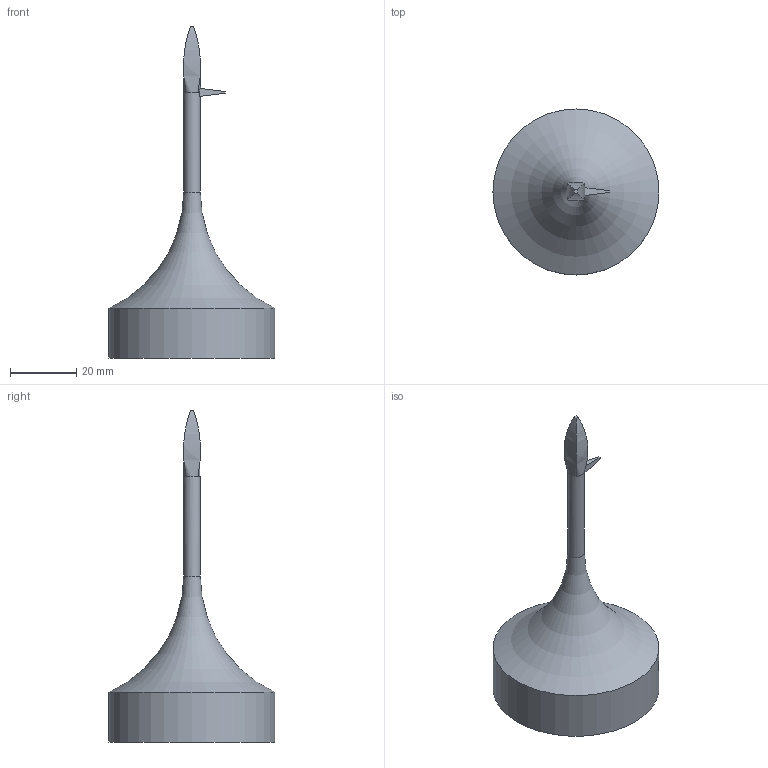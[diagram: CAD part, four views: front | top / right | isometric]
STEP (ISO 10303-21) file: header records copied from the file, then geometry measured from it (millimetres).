
FILE_DESCRIPTION(/* description */ (''),/* implementation_level */ '2;1');
FILE_NAME(/* name */ 'EndEffector_ipt_fdce7774.STEP',/* time_stamp */ '2024-10-19T19:17:31+02:00',/* author */ ('Swoby'),/* organization */ (''),/* preprocessor_version */ 'ST-DEVELOPER v18.1',/* originating_system */ 'Autodesk Inventor 2021',/* authorisation */ '');
FILE_SCHEMA (('AUTOMOTIVE_DESIGN { 1 0 10303 214 3 1 1 }'));
Length unit declared in the file: millimetre
Products named in the file (1): EndEffector
Bounding box: 50 x 50 x 100 mm (x, y, z)
Volume: 43225 mm3; surface area: 8021.5 mm2
Topology: 1 solids, 1 shells, 14 faces, 39 edges, 27 vertices
Faces by surface type: plane 7, bspline 4, cylinder 2, torus 1
Full cylindrical faces by diameter (mm): 5 x1, 50 x1
Entity records: 615 total; most frequent: CARTESIAN_POINT 190, ORIENTED_EDGE 78, DIRECTION 70, EDGE_CURVE 39, VERTEX_POINT 27, AXIS2_PLACEMENT_3D 27, LINE 16, VECTOR 16
